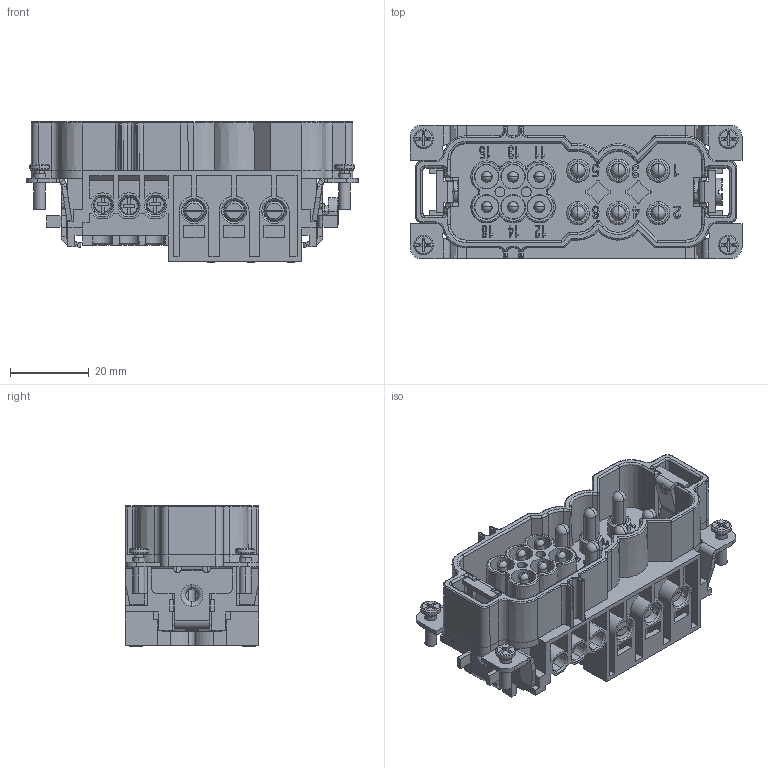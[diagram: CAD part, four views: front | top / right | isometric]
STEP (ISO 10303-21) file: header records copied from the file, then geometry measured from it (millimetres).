
FILE_DESCRIPTION((''),'2;1');
FILE_NAME('HWK006M','2017-09-02T',('tl.yang'),(''),'PRO/ENGINEER BY PARAMETRIC TECHNOLOGY CORPORATION, 2011500','PRO/ENGINEER BY PARAMETRIC TECHNOLOGY CORPORATION, 2011500','');
FILE_SCHEMA(('CONFIG_CONTROL_DESIGN'));
Products named in the file (1): HWK006M
Bounding box: 84.4 x 34 x 35.7 mm (x, y, z)
Volume: 33881.2 mm3; surface area: 41387.2 mm2
Topology: 1 solids, 1 shells, 2611 faces, 7000 edges, 4444 vertices
Faces by surface type: plane 1308, cylinder 460, extrusion 332, cone 315, torus 84, bspline 80, sphere 32
Entity records: 86135 total; most frequent: CARTESIAN_POINT 22310, ORIENTED_EDGE 13888, DIRECTION 12044, EDGE_CURVE 6944, VECTOR 4570, VERTEX_POINT 4444, LINE 4238, AXIS2_PLACEMENT_3D 3737
